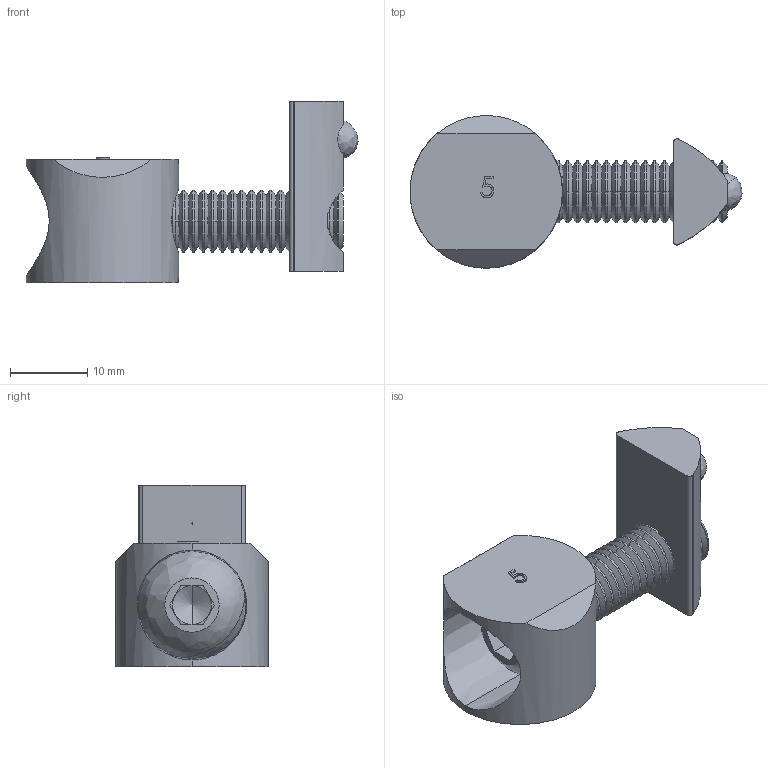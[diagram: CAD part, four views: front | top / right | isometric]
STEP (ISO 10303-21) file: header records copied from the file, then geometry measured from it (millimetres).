
FILE_DESCRIPTION (( 'STEP AP214' ), '1' );
FILE_NAME ('282310003.STEP', '2014-02-19T10:41:19', ( '' ), ( '' ), 'SwSTEP 2.0', 'SolidWorks 2014', '' );
FILE_SCHEMA (( 'AUTOMOTIVE_DESIGN' ));
Length unit declared in the file: millimetre
Products named in the file (1): 282310003
Bounding box: 42.88 x 19.7 x 23.5 mm (x, y, z)
Volume: 5689.5 mm3; surface area: 4696 mm2
Topology: 4 solids, 4 shells, 210 faces, 495 edges, 288 vertices
Faces by surface type: cone 98, cylinder 62, plane 34, bspline 16
Entity records: 9202 total; most frequent: CARTESIAN_POINT 2026, DIRECTION 1067, ORIENTED_EDGE 974, EDGE_CURVE 487, AXIS2_PLACEMENT_3D 421, VERTEX_POINT 288, CIRCLE 226, LINE 225
